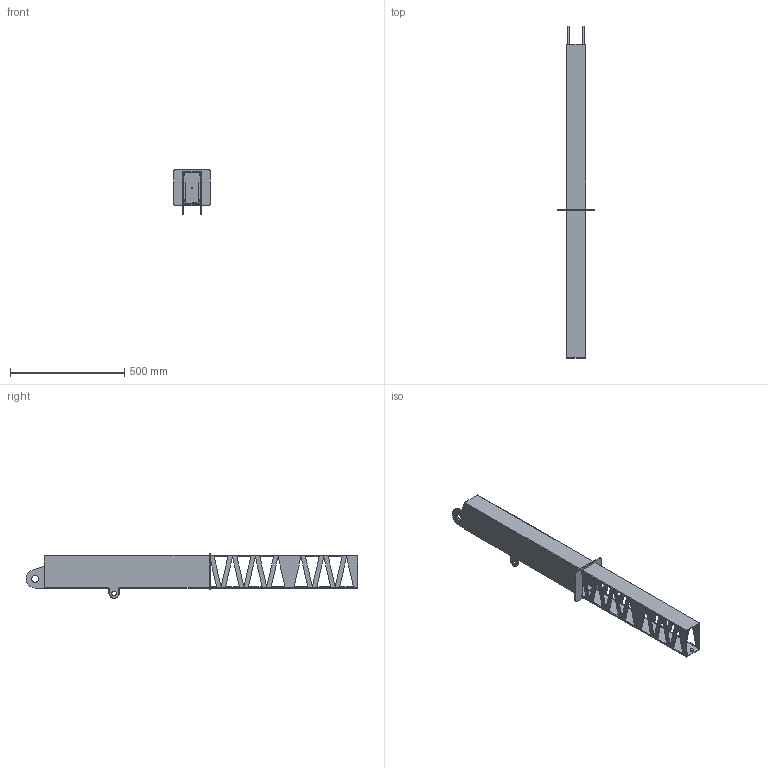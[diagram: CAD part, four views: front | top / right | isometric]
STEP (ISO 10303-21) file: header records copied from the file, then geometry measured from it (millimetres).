
FILE_DESCRIPTION(/* description */ ('','CAx-IF Rec.Pracs.---Representation and Presentation of Product Manufacturing Information (PMI)---4.0---2014-10-13'),/* implementation_level */ '2;1');
FILE_NAME(/* name */ 'segment_4.2_URDF v1.step',/* time_stamp */ '2025-02-23T01:05:05-05:00',/* author */ (''),/* organization */ (''),/* preprocessor_version */ 'ST-DEVELOPER v20',/* originating_system */ 'Autodesk Translation Framework v13.20.0.188',/* authorisation */ '');
FILE_SCHEMA (('AP242_MANAGED_MODEL_BASED_3D_ENGINEERING_MIM_LF { 1 0 10303 442 1 1 4 }'));
Length unit declared in the file: millimetre
Products named in the file (1): segment_4.2_URDF
Bounding box: 160 x 1454.88 x 197.5 mm (x, y, z)
Volume: 1753786.9 mm3; surface area: 1138717.1 mm2
Topology: 2 solids, 2 shells, 165 faces, 447 edges, 291 vertices
Faces by surface type: plane 114, cylinder 36, cone 8, torus 7
Full cylindrical faces by diameter (mm): 4.5 x2, 16 x2, 20 x2, 30 x2
Entity records: 5316 total; most frequent: CARTESIAN_POINT 907, ORIENTED_EDGE 896, DIRECTION 878, EDGE_CURVE 448, LINE 350, VECTOR 350, VERTEX_POINT 293, AXIS2_PLACEMENT_3D 264
